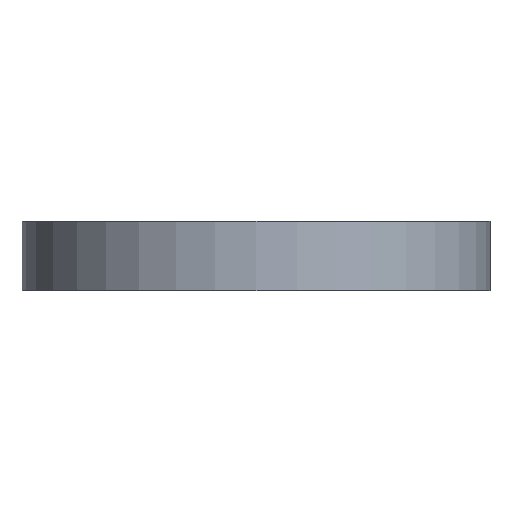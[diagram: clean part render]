
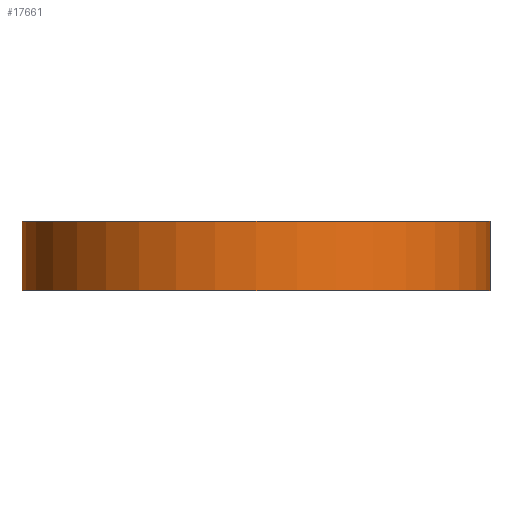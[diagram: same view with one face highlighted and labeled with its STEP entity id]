
A CAD part, left-side view. The second image highlights one B-rep face of the part: STEP entity #17661.
In plain terms, the highlighted cylindrical face has radius 20.274 mm (diameter 40.549 mm), a partial arc.
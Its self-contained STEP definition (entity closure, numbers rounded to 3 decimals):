
#943=FACE_OUTER_BOUND('',#1985,.T.);
#1985=EDGE_LOOP('',(#13507,#13508,#13509,#13510));
#3351=CIRCLE('',#19685,20.275);
#3352=CIRCLE('',#19686,20.275);
#4576=LINE('',#30252,#5642);
#4578=LINE('',#30258,#5644);
#5642=VECTOR('',#24339,6.);
#5644=VECTOR('',#24345,6.);
#7161=VERTEX_POINT('',#30249);
#7162=VERTEX_POINT('',#30251);
#7163=VERTEX_POINT('',#30255);
#7164=VERTEX_POINT('',#30257);
#9430=EDGE_CURVE('',#7162,#7161,#4576,.T.);
#9432=EDGE_CURVE('',#7161,#7163,#3351,.T.);
#9433=EDGE_CURVE('',#7164,#7163,#4578,.T.);
#9434=EDGE_CURVE('',#7162,#7164,#3352,.T.);
#13507=ORIENTED_EDGE('',*,*,#9430,.T.);
#13508=ORIENTED_EDGE('',*,*,#9432,.T.);
#13509=ORIENTED_EDGE('',*,*,#9433,.F.);
#13510=ORIENTED_EDGE('',*,*,#9434,.F.);
#16698=CYLINDRICAL_SURFACE('',#19684,20.275);
#17661=ADVANCED_FACE('',(#943),#16698,.T.);
#19684=AXIS2_PLACEMENT_3D('',#30254,#24341,#24342);
#19685=AXIS2_PLACEMENT_3D('',#30256,#24343,#24344);
#19686=AXIS2_PLACEMENT_3D('',#30259,#24346,#24347);
#24339=DIRECTION('',(0.,0.,1.));
#24341=DIRECTION('center_axis',(0.,0.,-1.));
#24342=DIRECTION('ref_axis',(0.,1.,0.));
#24343=DIRECTION('center_axis',(0.,0.,-1.));
#24344=DIRECTION('ref_axis',(0.,-1.,0.));
#24345=DIRECTION('',(0.,0.,1.));
#24346=DIRECTION('center_axis',(0.,0.,-1.));
#24347=DIRECTION('ref_axis',(0.,-1.,0.));
#30249=CARTESIAN_POINT('',(-31.25,-20.275,3.));
#30251=CARTESIAN_POINT('',(-31.25,-20.275,-3.));
#30252=CARTESIAN_POINT('',(-31.25,-20.275,-3.));
#30254=CARTESIAN_POINT('Origin',(-31.25,0.,1.));
#30255=CARTESIAN_POINT('',(-31.25,20.275,3.));
#30256=CARTESIAN_POINT('Origin',(-31.25,0.,3.));
#30257=CARTESIAN_POINT('',(-31.25,20.275,-3.));
#30258=CARTESIAN_POINT('',(-31.25,20.275,-3.));
#30259=CARTESIAN_POINT('Origin',(-31.25,0.,-3.));
